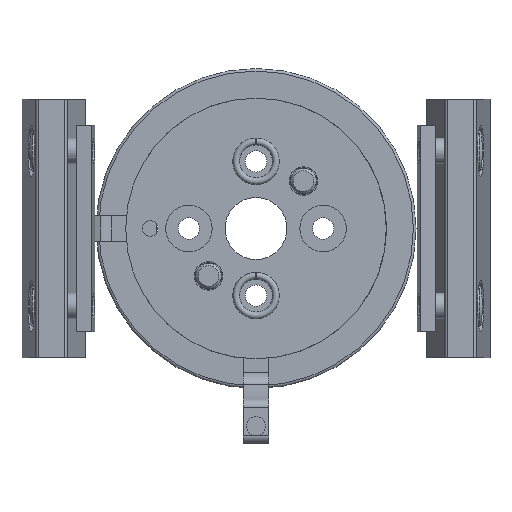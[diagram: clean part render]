
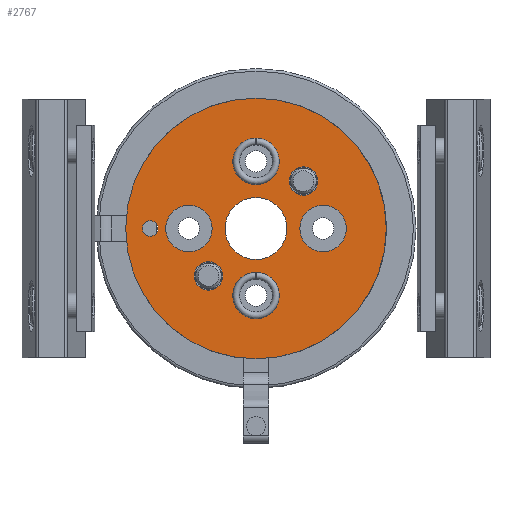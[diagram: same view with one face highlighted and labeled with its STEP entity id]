
A CAD part, front view. The second image highlights one B-rep face of the part: STEP entity #2767.
In plain terms, the highlighted planar face has unit normal (0, -1, 0).
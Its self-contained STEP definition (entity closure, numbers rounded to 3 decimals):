
#140=PLANE('',#3280);
#264=CIRCLE('',#3254,25.25);
#282=CIRCLE('',#3281,6.);
#283=CIRCLE('',#3282,4.5);
#284=CIRCLE('',#3283,1.5);
#285=CIRCLE('',#3284,2.75);
#286=CIRCLE('',#3285,2.75);
#287=CIRCLE('',#3286,4.5);
#288=CIRCLE('',#3287,4.5);
#289=CIRCLE('',#3288,4.5);
#478=ORIENTED_EDGE('',*,*,#1181,.F.);
#479=ORIENTED_EDGE('',*,*,#1182,.F.);
#480=ORIENTED_EDGE('',*,*,#1183,.F.);
#481=ORIENTED_EDGE('',*,*,#1184,.F.);
#482=ORIENTED_EDGE('',*,*,#1185,.F.);
#483=ORIENTED_EDGE('',*,*,#1186,.F.);
#484=ORIENTED_EDGE('',*,*,#1187,.F.);
#485=ORIENTED_EDGE('',*,*,#1188,.F.);
#486=ORIENTED_EDGE('',*,*,#1155,.T.);
#1155=EDGE_CURVE('',#1511,#1511,#264,.T.);
#1181=EDGE_CURVE('',#1532,#1532,#282,.T.);
#1182=EDGE_CURVE('',#1533,#1533,#283,.F.);
#1183=EDGE_CURVE('',#1534,#1534,#284,.T.);
#1184=EDGE_CURVE('',#1535,#1535,#285,.T.);
#1185=EDGE_CURVE('',#1536,#1536,#286,.T.);
#1186=EDGE_CURVE('',#1537,#1537,#287,.T.);
#1187=EDGE_CURVE('',#1538,#1538,#288,.T.);
#1188=EDGE_CURVE('',#1539,#1539,#289,.T.);
#1511=VERTEX_POINT('',#4601);
#1532=VERTEX_POINT('',#4665);
#1533=VERTEX_POINT('',#4667);
#1534=VERTEX_POINT('',#4669);
#1535=VERTEX_POINT('',#4671);
#1536=VERTEX_POINT('',#4673);
#1537=VERTEX_POINT('',#4675);
#1538=VERTEX_POINT('',#4677);
#1539=VERTEX_POINT('',#4679);
#2126=EDGE_LOOP('',(#478));
#2127=EDGE_LOOP('',(#479));
#2128=EDGE_LOOP('',(#480));
#2129=EDGE_LOOP('',(#481));
#2130=EDGE_LOOP('',(#482));
#2131=EDGE_LOOP('',(#483));
#2132=EDGE_LOOP('',(#484));
#2133=EDGE_LOOP('',(#485));
#2134=EDGE_LOOP('',(#486));
#2424=FACE_BOUND('',#2126,.T.);
#2425=FACE_BOUND('',#2127,.T.);
#2426=FACE_BOUND('',#2128,.T.);
#2427=FACE_BOUND('',#2129,.T.);
#2428=FACE_BOUND('',#2130,.T.);
#2429=FACE_BOUND('',#2131,.T.);
#2430=FACE_BOUND('',#2132,.T.);
#2431=FACE_BOUND('',#2133,.T.);
#2432=FACE_BOUND('',#2134,.T.);
#2767=ADVANCED_FACE('',(#2424,#2425,#2426,#2427,#2428,#2429,#2430,#2431,
#2432),#140,.F.);
#3254=AXIS2_PLACEMENT_3D('',#4600,#3650,#3651);
#3280=AXIS2_PLACEMENT_3D('',#4663,#3708,#3709);
#3281=AXIS2_PLACEMENT_3D('',#4664,#3710,#3711);
#3282=AXIS2_PLACEMENT_3D('',#4666,#3712,#3713);
#3283=AXIS2_PLACEMENT_3D('',#4668,#3714,#3715);
#3284=AXIS2_PLACEMENT_3D('',#4670,#3716,#3717);
#3285=AXIS2_PLACEMENT_3D('',#4672,#3718,#3719);
#3286=AXIS2_PLACEMENT_3D('',#4674,#3720,#3721);
#3287=AXIS2_PLACEMENT_3D('',#4676,#3722,#3723);
#3288=AXIS2_PLACEMENT_3D('',#4678,#3724,#3725);
#3650=DIRECTION('',(0.,-1.,0.));
#3651=DIRECTION('',(0.,0.,-1.));
#3708=DIRECTION('',(0.,1.,0.));
#3709=DIRECTION('',(0.,0.,1.));
#3710=DIRECTION('',(0.,-1.,0.));
#3711=DIRECTION('',(0.,0.,-1.));
#3712=DIRECTION('',(0.,1.,0.));
#3713=DIRECTION('',(0.,0.,1.));
#3714=DIRECTION('',(0.,-1.,0.));
#3715=DIRECTION('',(0.,0.,-1.));
#3716=DIRECTION('',(0.,-1.,0.));
#3717=DIRECTION('',(0.,0.,-1.));
#3718=DIRECTION('',(0.,-1.,0.));
#3719=DIRECTION('',(0.,0.,-1.));
#3720=DIRECTION('',(0.,-1.,0.));
#3721=DIRECTION('',(0.,0.,-1.));
#3722=DIRECTION('',(0.,-1.,0.));
#3723=DIRECTION('',(0.,0.,-1.));
#3724=DIRECTION('',(0.,-1.,0.));
#3725=DIRECTION('',(0.,0.,-1.));
#4600=CARTESIAN_POINT('',(0.,0.,0.));
#4601=CARTESIAN_POINT('',(0.,0.,-25.25));
#4663=CARTESIAN_POINT('',(25.25,0.,0.));
#4664=CARTESIAN_POINT('',(0.,0.,0.));
#4665=CARTESIAN_POINT('',(0.,0.,-6.));
#4666=CARTESIAN_POINT('',(13.,0.,0.));
#4667=CARTESIAN_POINT('',(13.,0.,4.5));
#4668=CARTESIAN_POINT('',(0.,0.,-20.5));
#4669=CARTESIAN_POINT('',(0.,0.,-22.));
#4670=CARTESIAN_POINT('',(-9.192,0.,9.192));
#4671=CARTESIAN_POINT('',(-9.192,0.,6.442));
#4672=CARTESIAN_POINT('',(9.192,0.,-9.192));
#4673=CARTESIAN_POINT('',(9.192,0.,-11.942));
#4674=CARTESIAN_POINT('',(0.,0.,13.));
#4675=CARTESIAN_POINT('',(0.,0.,8.5));
#4676=CARTESIAN_POINT('',(0.,0.,-13.));
#4677=CARTESIAN_POINT('',(0.,0.,-17.5));
#4678=CARTESIAN_POINT('',(-13.,0.,0.));
#4679=CARTESIAN_POINT('',(-13.,0.,-4.5));
